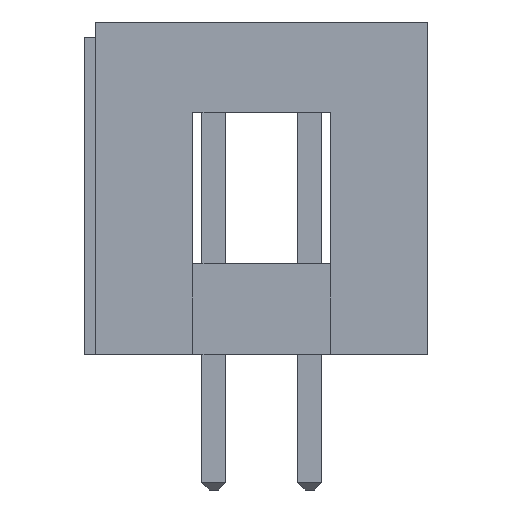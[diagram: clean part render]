
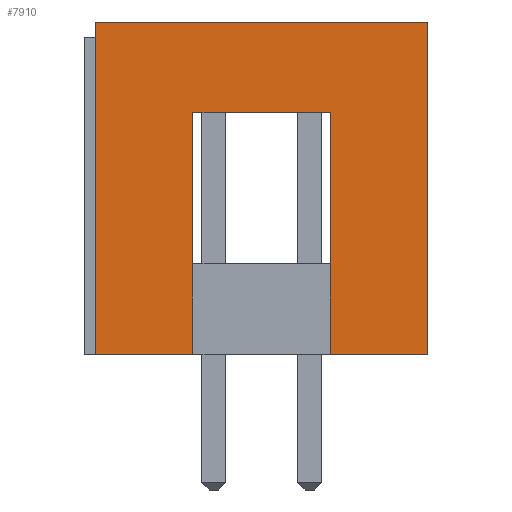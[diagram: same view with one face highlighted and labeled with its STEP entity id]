
A CAD part, left-side view. The second image highlights one B-rep face of the part: STEP entity #7910.
In plain terms, the highlighted planar face has unit normal (-1, 0, 0).
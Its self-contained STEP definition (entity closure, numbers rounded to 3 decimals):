
#376 = DIRECTION ( 'NONE',  ( 0., 0., 1. ) ) ;
#1353 = DIRECTION ( 'NONE',  ( 0., 0., -1. ) ) ;
#1458 = DIRECTION ( 'NONE',  ( 0., -1., 0. ) ) ;
#1545 = VECTOR ( 'NONE', #16385, 1000. ) ;
#2052 = LINE ( 'NONE', #30222, #8570 ) ;
#2219 = LINE ( 'NONE', #6911, #1545 ) ;
#2494 = VECTOR ( 'NONE', #376, 1000. ) ;
#2770 = CARTESIAN_POINT ( 'NONE',  ( -35.7, 4.4, 0. ) ) ;
#3184 = EDGE_CURVE ( 'NONE', #6838, #29124, #30368, .T. ) ;
#3834 = ORIENTED_EDGE ( 'NONE', *, *, #17183, .T. ) ;
#3891 = CARTESIAN_POINT ( 'NONE',  ( -35.7, -1.82, 6.4 ) ) ;
#4119 = CARTESIAN_POINT ( 'NONE',  ( -35.7, -4.4, 0. ) ) ;
#4171 = DIRECTION ( 'NONE',  ( 0., 0., 1. ) ) ;
#4629 = AXIS2_PLACEMENT_3D ( 'NONE', #4119, #17977, #1353 ) ;
#4946 = EDGE_CURVE ( 'NONE', #19635, #11236, #19150, .T. ) ;
#4981 = DIRECTION ( 'NONE',  ( 0., -1., 0. ) ) ;
#5289 = DIRECTION ( 'NONE',  ( 0., -1., 0. ) ) ;
#6774 = ORIENTED_EDGE ( 'NONE', *, *, #3184, .F. ) ;
#6838 = VERTEX_POINT ( 'NONE', #2770 ) ;
#6903 = CARTESIAN_POINT ( 'NONE',  ( -35.7, 1.82, 0. ) ) ;
#6911 = CARTESIAN_POINT ( 'NONE',  ( -35.7, -4.4, 0. ) ) ;
#7029 = DIRECTION ( 'NONE',  ( 0., 1., 0. ) ) ;
#7849 = ORIENTED_EDGE ( 'NONE', *, *, #4946, .F. ) ;
#7910 = ADVANCED_FACE ( 'NONE', ( #21845 ), #24452, .F. ) ;
#8054 = CARTESIAN_POINT ( 'NONE',  ( -35.7, -4.4, 0. ) ) ;
#8191 = ORIENTED_EDGE ( 'NONE', *, *, #21560, .T. ) ;
#8570 = VECTOR ( 'NONE', #9251, 1000. ) ;
#8816 = EDGE_CURVE ( 'NONE', #29124, #20890, #27435, .T. ) ;
#9251 = DIRECTION ( 'NONE',  ( 0., 0., -1. ) ) ;
#9367 = CARTESIAN_POINT ( 'NONE',  ( -35.7, -4.4, 6.4 ) ) ;
#9587 = VERTEX_POINT ( 'NONE', #8054 ) ;
#11111 = VERTEX_POINT ( 'NONE', #6903 ) ;
#11236 = VERTEX_POINT ( 'NONE', #19772 ) ;
#11900 = EDGE_CURVE ( 'NONE', #12342, #19635, #20654, .T. ) ;
#12210 = ORIENTED_EDGE ( 'NONE', *, *, #16937, .F. ) ;
#12342 = VERTEX_POINT ( 'NONE', #20739 ) ;
#15803 = VECTOR ( 'NONE', #4171, 1000. ) ;
#16093 = VECTOR ( 'NONE', #1458, 1000. ) ;
#16385 = DIRECTION ( 'NONE',  ( 0., 0., -1. ) ) ;
#16736 = EDGE_LOOP ( 'NONE', ( #3834, #23908, #7849, #27084, #8191, #12210, #30445, #6774 ) ) ;
#16833 = CARTESIAN_POINT ( 'NONE',  ( -35.7, -4.4, 0. ) ) ;
#16937 = EDGE_CURVE ( 'NONE', #20890, #9587, #2219, .T. ) ;
#17136 = LINE ( 'NONE', #26477, #25888 ) ;
#17183 = EDGE_CURVE ( 'NONE', #6838, #11111, #17136, .T. ) ;
#17977 = DIRECTION ( 'NONE',  ( 1., 0., 0. ) ) ;
#18664 = CARTESIAN_POINT ( 'NONE',  ( -35.7, -1.82, 0. ) ) ;
#18903 = VECTOR ( 'NONE', #4981, 1000. ) ;
#19150 = LINE ( 'NONE', #9367, #25891 ) ;
#19179 = LINE ( 'NONE', #16833, #18903 ) ;
#19635 = VERTEX_POINT ( 'NONE', #3891 ) ;
#19772 = CARTESIAN_POINT ( 'NONE',  ( -35.7, 1.82, 6.4 ) ) ;
#20654 = LINE ( 'NONE', #18664, #15803 ) ;
#20739 = CARTESIAN_POINT ( 'NONE',  ( -35.7, -1.82, 0. ) ) ;
#20890 = VERTEX_POINT ( 'NONE', #26672 ) ;
#21560 = EDGE_CURVE ( 'NONE', #12342, #9587, #19179, .T. ) ;
#21845 = FACE_OUTER_BOUND ( 'NONE', #16736, .T. ) ;
#23908 = ORIENTED_EDGE ( 'NONE', *, *, #25639, .F. ) ;
#24452 = PLANE ( 'NONE',  #4629 ) ;
#25087 = CARTESIAN_POINT ( 'NONE',  ( -35.7, 4.4, 8.8 ) ) ;
#25639 = EDGE_CURVE ( 'NONE', #11236, #11111, #2052, .T. ) ;
#25888 = VECTOR ( 'NONE', #5289, 1000. ) ;
#25891 = VECTOR ( 'NONE', #7029, 1000. ) ;
#26477 = CARTESIAN_POINT ( 'NONE',  ( -35.7, -4.4, 0. ) ) ;
#26672 = CARTESIAN_POINT ( 'NONE',  ( -35.7, -4.4, 8.8 ) ) ;
#27084 = ORIENTED_EDGE ( 'NONE', *, *, #11900, .F. ) ;
#27435 = LINE ( 'NONE', #27590, #16093 ) ;
#27590 = CARTESIAN_POINT ( 'NONE',  ( -35.7, -4.4, 8.8 ) ) ;
#29124 = VERTEX_POINT ( 'NONE', #25087 ) ;
#30222 = CARTESIAN_POINT ( 'NONE',  ( -35.7, 1.82, 0. ) ) ;
#30368 = LINE ( 'NONE', #30507, #2494 ) ;
#30445 = ORIENTED_EDGE ( 'NONE', *, *, #8816, .F. ) ;
#30507 = CARTESIAN_POINT ( 'NONE',  ( -35.7, 4.4, 0. ) ) ;
